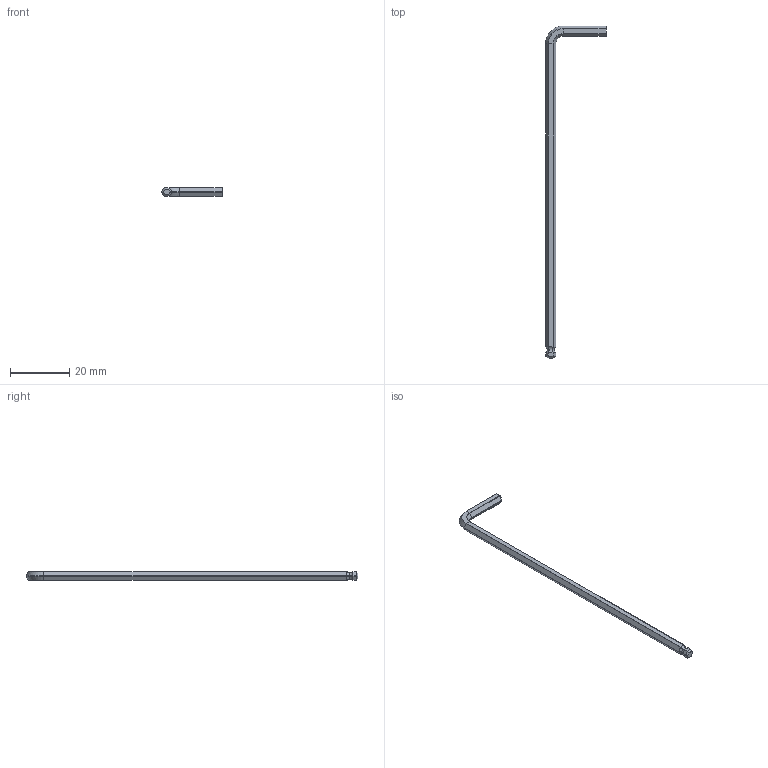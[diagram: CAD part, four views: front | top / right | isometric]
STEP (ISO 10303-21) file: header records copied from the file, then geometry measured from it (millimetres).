
FILE_DESCRIPTION (( 'STEP AP203' ), '1' );
FILE_NAME ('4201-0090-0030.STEP', '2018-02-13T20:19:19', ( '' ), ( '' ), 'SwSTEP 2.0', 'SolidWorks 2016', '' );
FILE_SCHEMA (( 'CONFIG_CONTROL_DESIGN' ));
Length unit declared in the file: millimetre
Products named in the file (1): 4201-0090-0030
Bounding box: 20.47 x 111.97 x 3 mm (x, y, z)
Volume: 983.5 mm3; surface area: 1325.5 mm2
Topology: 1 solids, 1 shells, 140 faces, 292 edges, 146 vertices
Faces by surface type: cylinder 65, sphere 30, plane 28, torus 7, bspline 6, cone 4
Entity records: 3758 total; most frequent: CARTESIAN_POINT 789, DIRECTION 677, ORIENTED_EDGE 564, EDGE_CURVE 282, AXIS2_PLACEMENT_3D 276, VERTEX_POINT 144, CIRCLE 141, ADVANCED_FACE 140
